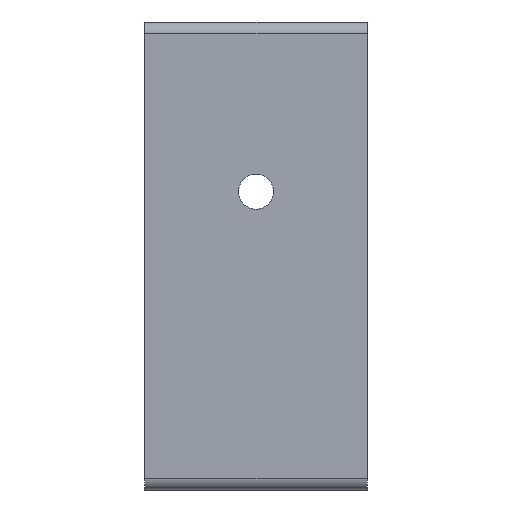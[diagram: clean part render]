
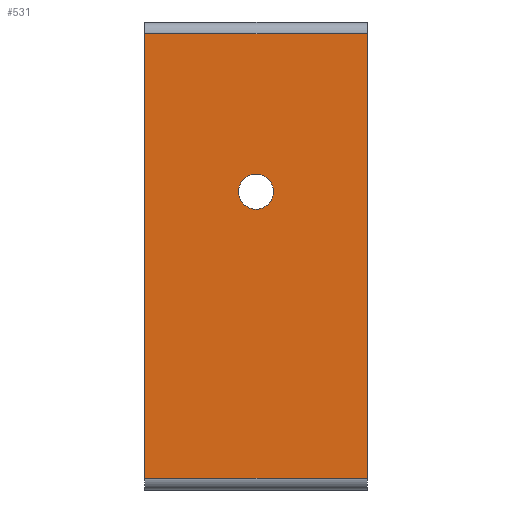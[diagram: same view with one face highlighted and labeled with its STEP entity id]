
A CAD part, left-side view. The second image highlights one B-rep face of the part: STEP entity #531.
In plain terms, the highlighted planar face has unit normal (-1, 0, 0).
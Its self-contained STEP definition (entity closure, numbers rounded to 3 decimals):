
#16=FACE_BOUND('',#78,.T.);
#25=PLANE('',#597);
#48=FACE_OUTER_BOUND('',#77,.T.);
#77=EDGE_LOOP('',(#415,#416,#417,#418));
#78=EDGE_LOOP('',(#419));
#107=LINE('',#839,#155);
#121=LINE('',#880,#169);
#122=LINE('',#883,#170);
#123=LINE('',#884,#171);
#155=VECTOR('',#679,10.);
#169=VECTOR('',#713,10.);
#170=VECTOR('',#716,10.);
#171=VECTOR('',#717,10.);
#200=CIRCLE('',#569,1.5);
#229=VERTEX_POINT('',#797);
#244=VERTEX_POINT('',#836);
#245=VERTEX_POINT('',#838);
#262=VERTEX_POINT('',#878);
#263=VERTEX_POINT('',#882);
#284=EDGE_CURVE('',#229,#229,#200,.T.);
#302=EDGE_CURVE('',#244,#245,#107,.T.);
#323=EDGE_CURVE('',#262,#244,#121,.T.);
#324=EDGE_CURVE('',#263,#262,#122,.T.);
#325=EDGE_CURVE('',#245,#263,#123,.T.);
#415=ORIENTED_EDGE('',*,*,#323,.F.);
#416=ORIENTED_EDGE('',*,*,#324,.F.);
#417=ORIENTED_EDGE('',*,*,#325,.F.);
#418=ORIENTED_EDGE('',*,*,#302,.F.);
#419=ORIENTED_EDGE('',*,*,#284,.T.);
#531=ADVANCED_FACE('',(#48,#16),#25,.T.);
#569=AXIS2_PLACEMENT_3D('',#799,#637,#638);
#597=AXIS2_PLACEMENT_3D('',#881,#714,#715);
#637=DIRECTION('center_axis',(1.,0.,0.));
#638=DIRECTION('ref_axis',(0.,1.,0.));
#679=DIRECTION('',(0.,0.,1.));
#713=DIRECTION('',(0.,1.,0.));
#714=DIRECTION('center_axis',(-1.,0.,0.));
#715=DIRECTION('ref_axis',(0.,0.,1.));
#716=DIRECTION('',(0.,0.,-1.));
#717=DIRECTION('',(0.,-1.,0.));
#797=CARTESIAN_POINT('',(0.,8.,25.5));
#799=CARTESIAN_POINT('Origin',(0.,9.5,25.5));
#836=CARTESIAN_POINT('',(0.,19.,1.));
#838=CARTESIAN_POINT('',(0.,19.,39.));
#839=CARTESIAN_POINT('',(0.,19.,40.));
#878=CARTESIAN_POINT('',(0.,0.,1.));
#880=CARTESIAN_POINT('',(0.,0.,1.));
#881=CARTESIAN_POINT('Origin',(0.,0.,0.));
#882=CARTESIAN_POINT('',(0.,0.,39.));
#883=CARTESIAN_POINT('',(0.,0.,40.));
#884=CARTESIAN_POINT('',(0.,0.,39.));
